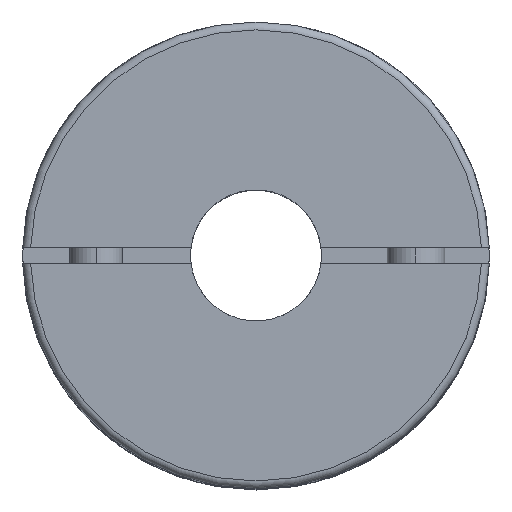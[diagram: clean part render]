
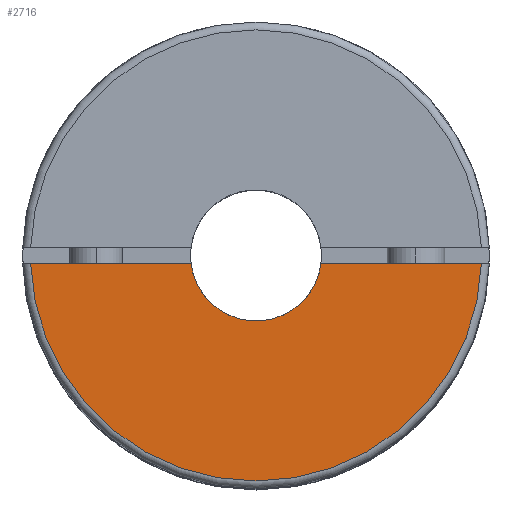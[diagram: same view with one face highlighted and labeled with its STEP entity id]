
A CAD part, top view. The second image highlights one B-rep face of the part: STEP entity #2716.
In plain terms, the highlighted planar face has unit normal (0, 0, 1).
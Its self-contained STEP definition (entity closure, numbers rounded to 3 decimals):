
#55 = ORIENTED_EDGE ( 'NONE', *, *, #4234, .F. ) ;
#103 = DIRECTION ( 'NONE',  ( 0., 0., 1. ) ) ;
#241 = VERTEX_POINT ( 'NONE', #3887 ) ;
#445 = EDGE_CURVE ( 'NONE', #957, #1994, #1876, .T. ) ;
#604 = CARTESIAN_POINT ( 'NONE',  ( 2.482, -0.3, 0. ) ) ;
#828 = EDGE_LOOP ( 'NONE', ( #1854, #55, #3706, #966 ) ) ;
#833 = CIRCLE ( 'NONE', #3497, 8.6 ) ;
#841 = AXIS2_PLACEMENT_3D ( 'NONE', #3857, #1071, #4715 ) ;
#957 = VERTEX_POINT ( 'NONE', #604 ) ;
#966 = ORIENTED_EDGE ( 'NONE', *, *, #445, .T. ) ;
#1071 = DIRECTION ( 'NONE',  ( 0., 0., -1. ) ) ;
#1462 = DIRECTION ( 'NONE',  ( 1., 0., 0. ) ) ;
#1778 = AXIS2_PLACEMENT_3D ( 'NONE', #5054, #103, #2901 ) ;
#1854 = ORIENTED_EDGE ( 'NONE', *, *, #2315, .F. ) ;
#1876 = CIRCLE ( 'NONE', #841, 2.5 ) ;
#1894 = DIRECTION ( 'NONE',  ( -1., 0., 0. ) ) ;
#1994 = VERTEX_POINT ( 'NONE', #4967 ) ;
#2102 = LINE ( 'NONE', #2943, #4471 ) ;
#2239 = VERTEX_POINT ( 'NONE', #4062 ) ;
#2315 = EDGE_CURVE ( 'NONE', #241, #1994, #2102, .T. ) ;
#2716 = ADVANCED_FACE ( 'NONE', ( #4179 ), #4529, .T. ) ;
#2901 = DIRECTION ( 'NONE',  ( 1., 0., 0. ) ) ;
#2943 = CARTESIAN_POINT ( 'NONE',  ( -8.9, -0.3, 0. ) ) ;
#2995 = DIRECTION ( 'NONE',  ( 0., 0., -1. ) ) ;
#3077 = LINE ( 'NONE', #5121, #5028 ) ;
#3370 = DIRECTION ( 'NONE',  ( 1., 0., 0. ) ) ;
#3497 = AXIS2_PLACEMENT_3D ( 'NONE', #3870, #2995, #1894 ) ;
#3706 = ORIENTED_EDGE ( 'NONE', *, *, #4996, .F. ) ;
#3857 = CARTESIAN_POINT ( 'NONE',  ( 0., 0., 0. ) ) ;
#3870 = CARTESIAN_POINT ( 'NONE',  ( 0., 0., 0. ) ) ;
#3887 = CARTESIAN_POINT ( 'NONE',  ( -8.595, -0.3, 0. ) ) ;
#4062 = CARTESIAN_POINT ( 'NONE',  ( 8.595, -0.3, 0. ) ) ;
#4179 = FACE_OUTER_BOUND ( 'NONE', #828, .T. ) ;
#4234 = EDGE_CURVE ( 'NONE', #2239, #241, #833, .T. ) ;
#4471 = VECTOR ( 'NONE', #3370, 1000. ) ;
#4529 = PLANE ( 'NONE',  #1778 ) ;
#4715 = DIRECTION ( 'NONE',  ( -1., 0., 0. ) ) ;
#4967 = CARTESIAN_POINT ( 'NONE',  ( -2.482, -0.3, 0. ) ) ;
#4996 = EDGE_CURVE ( 'NONE', #957, #2239, #3077, .T. ) ;
#5028 = VECTOR ( 'NONE', #1462, 1000. ) ;
#5054 = CARTESIAN_POINT ( 'NONE',  ( 0., 8.6, 0. ) ) ;
#5121 = CARTESIAN_POINT ( 'NONE',  ( -8.9, -0.3, 0. ) ) ;
